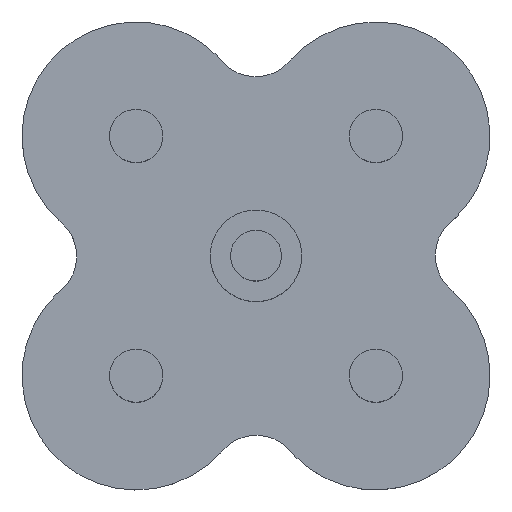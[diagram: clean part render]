
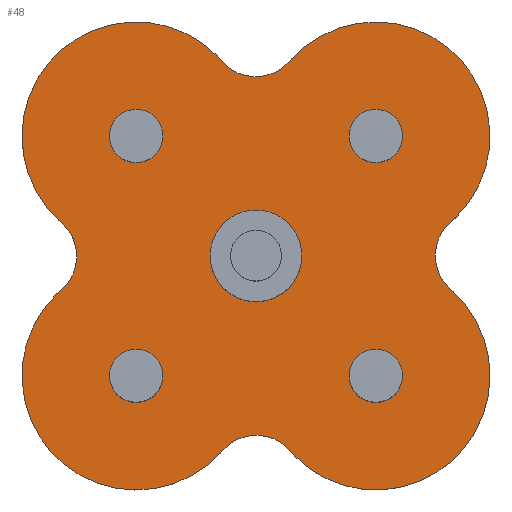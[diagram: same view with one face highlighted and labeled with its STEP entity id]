
A CAD part, top view. The second image highlights one B-rep face of the part: STEP entity #48.
In plain terms, the highlighted planar face has unit normal (0, 0, 1).
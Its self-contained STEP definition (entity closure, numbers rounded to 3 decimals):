
#16=FACE_BOUND('',#115,.T.);
#17=FACE_BOUND('',#116,.T.);
#18=FACE_BOUND('',#117,.T.);
#19=FACE_BOUND('',#118,.T.);
#20=FACE_BOUND('',#119,.T.);
#48=ADVANCED_FACE('',(#80,#16,#17,#18,#19,#20),#474,.T.);
#80=FACE_OUTER_BOUND('',#114,.T.);
#114=EDGE_LOOP('',(#237,#238,#239,#240,#241,#242,#243,#244,#245,#246,#247,
#248,#249,#250,#251,#252));
#115=EDGE_LOOP('',(#253));
#116=EDGE_LOOP('',(#254));
#117=EDGE_LOOP('',(#255));
#118=EDGE_LOOP('',(#256));
#119=EDGE_LOOP('',(#257));
#237=ORIENTED_EDGE('',*,*,#329,.F.);
#238=ORIENTED_EDGE('',*,*,#326,.F.);
#239=ORIENTED_EDGE('',*,*,#323,.F.);
#240=ORIENTED_EDGE('',*,*,#320,.F.);
#241=ORIENTED_EDGE('',*,*,#317,.F.);
#242=ORIENTED_EDGE('',*,*,#314,.F.);
#243=ORIENTED_EDGE('',*,*,#311,.F.);
#244=ORIENTED_EDGE('',*,*,#308,.F.);
#245=ORIENTED_EDGE('',*,*,#305,.F.);
#246=ORIENTED_EDGE('',*,*,#302,.F.);
#247=ORIENTED_EDGE('',*,*,#299,.F.);
#248=ORIENTED_EDGE('',*,*,#296,.F.);
#249=ORIENTED_EDGE('',*,*,#293,.F.);
#250=ORIENTED_EDGE('',*,*,#290,.F.);
#251=ORIENTED_EDGE('',*,*,#287,.F.);
#252=ORIENTED_EDGE('',*,*,#283,.F.);
#253=ORIENTED_EDGE('',*,*,#271,.F.);
#254=ORIENTED_EDGE('',*,*,#262,.F.);
#255=ORIENTED_EDGE('',*,*,#277,.F.);
#256=ORIENTED_EDGE('',*,*,#280,.F.);
#257=ORIENTED_EDGE('',*,*,#274,.F.);
#262=EDGE_CURVE('',#416,#416,#386,.T.);
#271=EDGE_CURVE('',#422,#422,#392,.T.);
#274=EDGE_CURVE('',#424,#424,#394,.T.);
#277=EDGE_CURVE('',#426,#426,#396,.T.);
#280=EDGE_CURVE('',#428,#428,#398,.T.);
#283=EDGE_CURVE('',#430,#431,#347,.T.);
#287=EDGE_CURVE('',#431,#434,#331,.T.);
#290=EDGE_CURVE('',#434,#436,#351,.T.);
#293=EDGE_CURVE('',#436,#438,#333,.T.);
#296=EDGE_CURVE('',#438,#440,#354,.T.);
#299=EDGE_CURVE('',#440,#442,#335,.T.);
#302=EDGE_CURVE('',#442,#444,#357,.T.);
#305=EDGE_CURVE('',#444,#446,#337,.T.);
#308=EDGE_CURVE('',#446,#448,#360,.T.);
#311=EDGE_CURVE('',#448,#450,#339,.T.);
#314=EDGE_CURVE('',#450,#452,#363,.T.);
#317=EDGE_CURVE('',#452,#454,#341,.T.);
#320=EDGE_CURVE('',#454,#456,#366,.T.);
#323=EDGE_CURVE('',#456,#458,#343,.T.);
#326=EDGE_CURVE('',#458,#460,#369,.T.);
#329=EDGE_CURVE('',#460,#430,#345,.T.);
#331=TRIMMED_CURVE($,#400,(#857),(#858),.T.,.CARTESIAN.);
#333=TRIMMED_CURVE($,#402,(#871),(#872),.T.,.CARTESIAN.);
#335=TRIMMED_CURVE($,#404,(#885),(#886),.T.,.CARTESIAN.);
#337=TRIMMED_CURVE($,#406,(#899),(#900),.T.,.CARTESIAN.);
#339=TRIMMED_CURVE($,#408,(#913),(#914),.T.,.CARTESIAN.);
#341=TRIMMED_CURVE($,#410,(#927),(#928),.T.,.CARTESIAN.);
#343=TRIMMED_CURVE($,#412,(#941),(#942),.T.,.CARTESIAN.);
#345=TRIMMED_CURVE($,#414,(#955),(#956),.T.,.CARTESIAN.);
#347=B_SPLINE_CURVE_WITH_KNOTS('',1,(#848,#849),.UNSPECIFIED.,.F.,.F.,(2,
2),(0.,0.55),.UNSPECIFIED.);
#351=B_SPLINE_CURVE_WITH_KNOTS('',1,(#864,#865),.UNSPECIFIED.,.F.,.F.,(2,
2),(38.799,40.234),.UNSPECIFIED.);
#354=B_SPLINE_CURVE_WITH_KNOTS('',1,(#878,#879),.UNSPECIFIED.,.F.,.F.,(2,
2),(48.916,49.474),.UNSPECIFIED.);
#357=B_SPLINE_CURVE_WITH_KNOTS('',1,(#892,#893),.UNSPECIFIED.,.F.,.F.,(2,
2),(87.72,89.152),.UNSPECIFIED.);
#360=B_SPLINE_CURVE_WITH_KNOTS('',1,(#906,#907),.UNSPECIFIED.,.F.,.F.,(2,
2),(97.841,98.391),.UNSPECIFIED.);
#363=B_SPLINE_CURVE_WITH_KNOTS('',1,(#920,#921),.UNSPECIFIED.,.F.,.F.,(2,
2),(136.64,138.075),.UNSPECIFIED.);
#366=B_SPLINE_CURVE_WITH_KNOTS('',1,(#934,#935),.UNSPECIFIED.,.F.,.F.,(2,
2),(146.757,147.315),.UNSPECIFIED.);
#369=B_SPLINE_CURVE_WITH_KNOTS('',1,(#948,#949),.UNSPECIFIED.,.F.,.F.,(2,
2),(185.561,186.993),.UNSPECIFIED.);
#386=CIRCLE('',#614,4.819);
#392=CIRCLE('',#620,2.8);
#394=CIRCLE('',#622,2.8);
#396=CIRCLE('',#624,2.8);
#398=CIRCLE('',#626,2.8);
#400=CIRCLE('',#628,12.);
#402=CIRCLE('',#630,4.819);
#404=CIRCLE('',#632,12.);
#406=CIRCLE('',#634,4.819);
#408=CIRCLE('',#636,12.);
#410=CIRCLE('',#638,4.819);
#412=CIRCLE('',#640,12.);
#414=CIRCLE('',#642,4.819);
#416=VERTEX_POINT('',#774);
#422=VERTEX_POINT('',#780);
#424=VERTEX_POINT('',#782);
#426=VERTEX_POINT('',#784);
#428=VERTEX_POINT('',#786);
#430=VERTEX_POINT('',#788);
#431=VERTEX_POINT('',#789);
#434=VERTEX_POINT('',#792);
#436=VERTEX_POINT('',#794);
#438=VERTEX_POINT('',#796);
#440=VERTEX_POINT('',#798);
#442=VERTEX_POINT('',#800);
#444=VERTEX_POINT('',#802);
#446=VERTEX_POINT('',#804);
#448=VERTEX_POINT('',#806);
#450=VERTEX_POINT('',#808);
#452=VERTEX_POINT('',#810);
#454=VERTEX_POINT('',#812);
#456=VERTEX_POINT('',#814);
#458=VERTEX_POINT('',#816);
#460=VERTEX_POINT('',#818);
#474=PLANE('',#609);
#609=AXIS2_PLACEMENT_3D('',#769,#674,$);
#614=AXIS2_PLACEMENT_3D($,#820,#679,#680);
#620=AXIS2_PLACEMENT_3D($,#832,#691,#692);
#622=AXIS2_PLACEMENT_3D($,#836,#695,#696);
#624=AXIS2_PLACEMENT_3D($,#840,#699,#700);
#626=AXIS2_PLACEMENT_3D($,#844,#703,#704);
#628=AXIS2_PLACEMENT_3D($,#856,#707,#708);
#630=AXIS2_PLACEMENT_3D($,#870,#711,#712);
#632=AXIS2_PLACEMENT_3D($,#884,#715,#716);
#634=AXIS2_PLACEMENT_3D($,#898,#719,#720);
#636=AXIS2_PLACEMENT_3D($,#912,#723,#724);
#638=AXIS2_PLACEMENT_3D($,#926,#727,#728);
#640=AXIS2_PLACEMENT_3D($,#940,#731,#732);
#642=AXIS2_PLACEMENT_3D($,#954,#735,#736);
#674=DIRECTION('',(0.,0.,1.));
#679=DIRECTION('',(0.,0.,1.));
#680=DIRECTION('',(-0.707,-0.707,0.));
#691=DIRECTION('',(0.,0.,1.));
#692=DIRECTION('',(1.,0.,0.));
#695=DIRECTION('',(0.,0.,1.));
#696=DIRECTION('',(1.,0.,0.));
#699=DIRECTION('',(0.,0.,1.));
#700=DIRECTION('',(1.,0.,0.));
#703=DIRECTION('',(0.,0.,1.));
#704=DIRECTION('',(1.,0.,0.));
#707=DIRECTION('',(0.,0.,-1.));
#708=DIRECTION('',(-0.737,0.676,0.));
#711=DIRECTION('',(0.,0.,1.));
#712=DIRECTION('',(-0.766,0.643,0.));
#715=DIRECTION('',(0.,0.,-1.));
#716=DIRECTION('',(0.676,0.737,0.));
#719=DIRECTION('',(0.,0.,1.));
#720=DIRECTION('',(0.643,0.766,0.));
#723=DIRECTION('',(0.,0.,-1.));
#724=DIRECTION('',(0.737,-0.676,0.));
#727=DIRECTION('',(0.,0.,1.));
#728=DIRECTION('',(0.766,-0.643,0.));
#731=DIRECTION('',(0.,0.,-1.));
#732=DIRECTION('',(-0.676,-0.737,0.));
#735=DIRECTION('',(0.,0.,1.));
#736=DIRECTION('',(-0.643,-0.766,0.));
#769=CARTESIAN_POINT('',(-30.821,15.321,-0.6));
#774=CARTESIAN_POINT('',(9.192,9.192,-0.6));
#780=CARTESIAN_POINT('',(2.8,0.,-0.6));
#782=CARTESIAN_POINT('',(28.,0.,-0.6));
#784=CARTESIAN_POINT('',(28.,25.2,-0.6));
#786=CARTESIAN_POINT('',(2.8,25.2,-0.6));
#788=CARTESIAN_POINT('',(15.995,32.898,-0.6));
#789=CARTESIAN_POINT('',(16.357,33.312,-0.6));
#792=CARTESIAN_POINT('',(33.662,16.691,-0.6));
#794=CARTESIAN_POINT('',(32.585,15.741,-0.6));
#796=CARTESIAN_POINT('',(32.896,9.207,-0.6));
#798=CARTESIAN_POINT('',(33.315,8.84,-0.6));
#800=CARTESIAN_POINT('',(16.69,-8.461,-0.6));
#802=CARTESIAN_POINT('',(15.743,-7.387,-0.6));
#804=CARTESIAN_POINT('',(9.205,-7.699,-0.6));
#806=CARTESIAN_POINT('',(8.843,-8.112,-0.6));
#808=CARTESIAN_POINT('',(-8.462,8.509,-0.6));
#810=CARTESIAN_POINT('',(-7.385,9.458,-0.6));
#812=CARTESIAN_POINT('',(-7.696,15.992,-0.6));
#814=CARTESIAN_POINT('',(-8.115,16.36,-0.6));
#816=CARTESIAN_POINT('',(8.51,33.66,-0.6));
#818=CARTESIAN_POINT('',(9.457,32.586,-0.6));
#820=CARTESIAN_POINT('',(12.6,12.6,-0.6));
#832=CARTESIAN_POINT('',(0.,0.,-0.6));
#836=CARTESIAN_POINT('',(25.2,0.,-0.6));
#840=CARTESIAN_POINT('',(25.2,25.2,-0.6));
#844=CARTESIAN_POINT('',(0.,25.2,-0.6));
#848=CARTESIAN_POINT('',(15.995,32.898,-0.6));
#849=CARTESIAN_POINT('',(16.357,33.312,-0.6));
#856=CARTESIAN_POINT('',(25.2,25.2,-0.6));
#857=CARTESIAN_POINT('',(16.357,33.312,-0.6));
#858=CARTESIAN_POINT('',(33.662,16.691,-0.6));
#864=CARTESIAN_POINT('',(33.662,16.691,-0.6));
#865=CARTESIAN_POINT('',(32.585,15.741,-0.6));
#870=CARTESIAN_POINT('',(36.276,12.642,-0.6));
#871=CARTESIAN_POINT('',(32.585,15.741,-0.6));
#872=CARTESIAN_POINT('',(32.896,9.207,-0.6));
#878=CARTESIAN_POINT('',(32.896,9.207,-0.6));
#879=CARTESIAN_POINT('',(33.315,8.84,-0.6));
#884=CARTESIAN_POINT('',(25.2,0.,-0.6));
#885=CARTESIAN_POINT('',(33.315,8.84,-0.6));
#886=CARTESIAN_POINT('',(16.69,-8.461,-0.6));
#892=CARTESIAN_POINT('',(16.69,-8.461,-0.6));
#893=CARTESIAN_POINT('',(15.743,-7.387,-0.6));
#898=CARTESIAN_POINT('',(12.643,-11.076,-0.6));
#899=CARTESIAN_POINT('',(15.743,-7.387,-0.6));
#900=CARTESIAN_POINT('',(9.205,-7.699,-0.6));
#906=CARTESIAN_POINT('',(9.205,-7.699,-0.6));
#907=CARTESIAN_POINT('',(8.843,-8.112,-0.6));
#912=CARTESIAN_POINT('',(0.,0.,-0.6));
#913=CARTESIAN_POINT('',(8.843,-8.112,-0.6));
#914=CARTESIAN_POINT('',(-8.462,8.509,-0.6));
#920=CARTESIAN_POINT('',(-8.462,8.509,-0.6));
#921=CARTESIAN_POINT('',(-7.385,9.458,-0.6));
#926=CARTESIAN_POINT('',(-11.076,12.557,-0.6));
#927=CARTESIAN_POINT('',(-7.385,9.458,-0.6));
#928=CARTESIAN_POINT('',(-7.696,15.992,-0.6));
#934=CARTESIAN_POINT('',(-7.696,15.992,-0.6));
#935=CARTESIAN_POINT('',(-8.115,16.36,-0.6));
#940=CARTESIAN_POINT('',(0.,25.2,-0.6));
#941=CARTESIAN_POINT('',(-8.115,16.36,-0.6));
#942=CARTESIAN_POINT('',(8.51,33.66,-0.6));
#948=CARTESIAN_POINT('',(8.51,33.66,-0.6));
#949=CARTESIAN_POINT('',(9.457,32.586,-0.6));
#954=CARTESIAN_POINT('',(12.557,36.275,-0.6));
#955=CARTESIAN_POINT('',(9.457,32.586,-0.6));
#956=CARTESIAN_POINT('',(15.995,32.898,-0.6));
